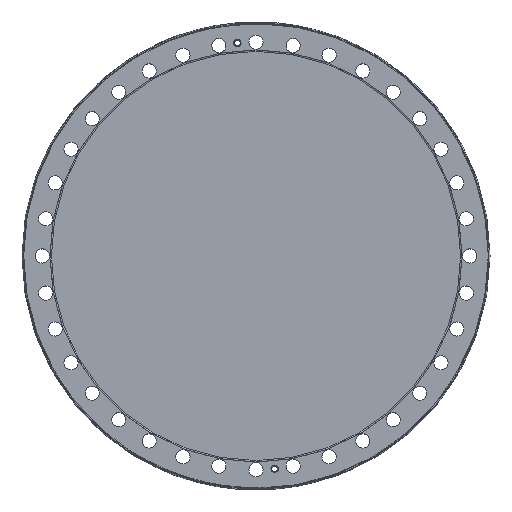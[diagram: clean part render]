
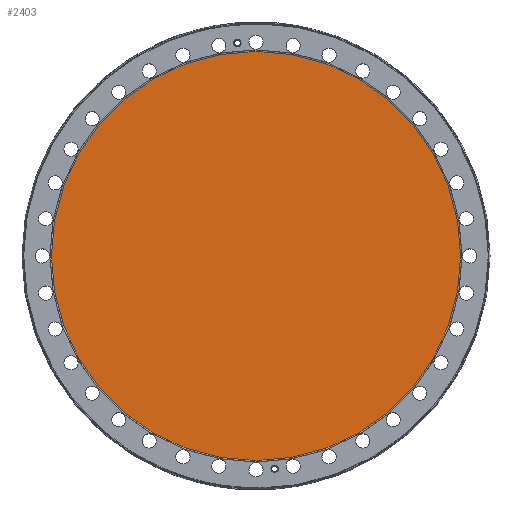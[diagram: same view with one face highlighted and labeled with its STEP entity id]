
A CAD part, top view. The second image highlights one B-rep face of the part: STEP entity #2403.
In plain terms, the highlighted planar face has unit normal (0, 0, 1).
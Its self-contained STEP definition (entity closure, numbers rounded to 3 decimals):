
#117 = VERTEX_POINT ( 'NONE', #2331 ) ;
#295 = CARTESIAN_POINT ( 'NONE',  ( 0., 0., -6.35 ) ) ;
#526 = CIRCLE ( 'NONE', #3235, 245.7 ) ;
#602 = DIRECTION ( 'NONE',  ( 1., 0., 0. ) ) ;
#680 = ORIENTED_EDGE ( 'NONE', *, *, #3465, .T. ) ;
#746 = PLANE ( 'NONE',  #1974 ) ;
#1025 = CARTESIAN_POINT ( 'NONE',  ( 0., 0., -6.35 ) ) ;
#1334 = DIRECTION ( 'NONE',  ( 1., 0., 0. ) ) ;
#1370 = EDGE_CURVE ( 'NONE', #117, #1408, #526, .T. ) ;
#1408 = VERTEX_POINT ( 'NONE', #1887 ) ;
#1673 = DIRECTION ( 'NONE',  ( 1., 0., 0. ) ) ;
#1887 = CARTESIAN_POINT ( 'NONE',  ( 245.7, 0., -6.35 ) ) ;
#1921 = EDGE_LOOP ( 'NONE', ( #680, #3917 ) ) ;
#1974 = AXIS2_PLACEMENT_3D ( 'NONE', #3791, #3500, #1673 ) ;
#2331 = CARTESIAN_POINT ( 'NONE',  ( -245.7, 0., -6.35 ) ) ;
#2403 = ADVANCED_FACE ( 'NONE', ( #3480 ), #746, .T. ) ;
#2428 = DIRECTION ( 'NONE',  ( 0., 0., 1. ) ) ;
#3159 = DIRECTION ( 'NONE',  ( 0., 0., 1. ) ) ;
#3235 = AXIS2_PLACEMENT_3D ( 'NONE', #295, #2428, #602 ) ;
#3465 = EDGE_CURVE ( 'NONE', #1408, #117, #3776, .T. ) ;
#3480 = FACE_OUTER_BOUND ( 'NONE', #1921, .T. ) ;
#3500 = DIRECTION ( 'NONE',  ( 0., 0., 1. ) ) ;
#3776 = CIRCLE ( 'NONE', #3893, 245.7 ) ;
#3791 = CARTESIAN_POINT ( 'NONE',  ( 0., 245.7, -6.35 ) ) ;
#3893 = AXIS2_PLACEMENT_3D ( 'NONE', #1025, #3159, #1334 ) ;
#3917 = ORIENTED_EDGE ( 'NONE', *, *, #1370, .T. ) ;
